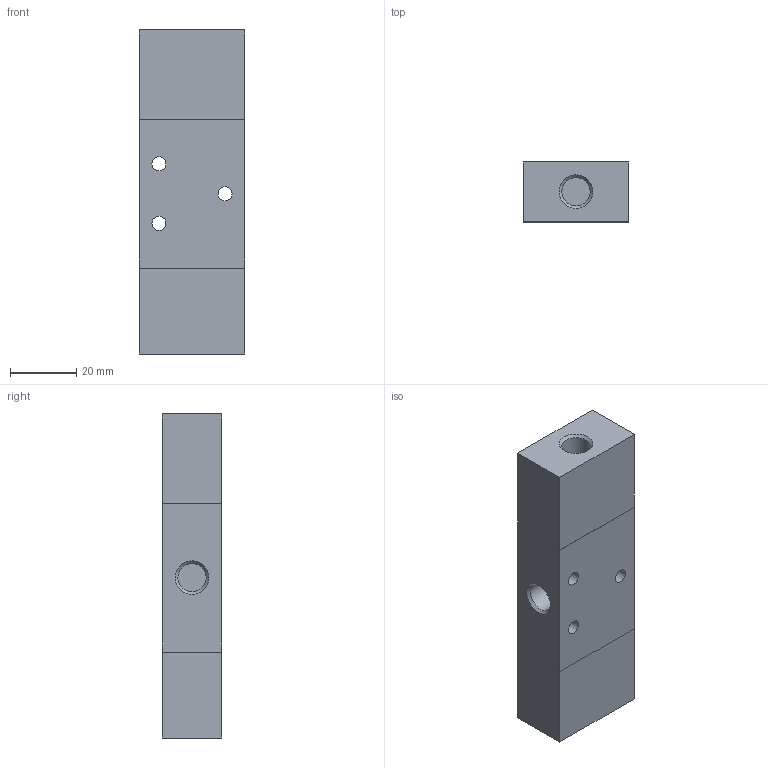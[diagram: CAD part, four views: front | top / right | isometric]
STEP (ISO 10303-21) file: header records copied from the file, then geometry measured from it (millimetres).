
FILE_DESCRIPTION((''),'2;1');
FILE_NAME('228_32_11_12.stp','2006-12-19T09:23:36',('rivolro1'),(''),'Autodesk Inventor 11','Autodesk Inventor 11','');
FILE_SCHEMA(('AUTOMOTIVE_DESIGN { 1 0 10303 214 1 1 1 1 }'));
Length unit declared in the file: millimetre
Products named in the file (1): 228_32_11_12
Bounding box: 32 x 18 x 98 mm (x, y, z)
Volume: 53189.7 mm3; surface area: 12640.1 mm2
Topology: 1 solids, 1 shells, 34 faces, 70 edges, 45 vertices
Faces by surface type: plane 16, bspline 15, cylinder 3
Full cylindrical faces by diameter (mm): 4.25 x3
Entity records: 995 total; most frequent: CARTESIAN_POINT 322, DIRECTION 118, ORIENTED_EDGE 114, EDGE_LOOP 60, EDGE_CURVE 57, VERTEX_POINT 45, AXIS2_PLACEMENT_3D 41, VECTOR 36
